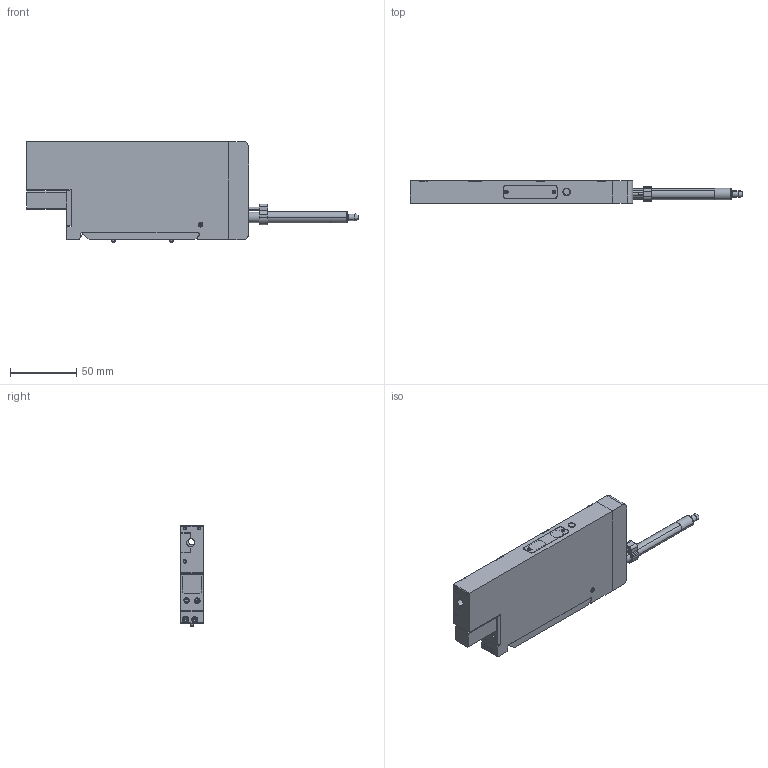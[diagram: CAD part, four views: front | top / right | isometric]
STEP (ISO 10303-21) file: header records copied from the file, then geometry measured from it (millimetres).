
FILE_DESCRIPTION(('STEP AP203'),'2;1');
FILE_NAME('Open CASCADE Shape Model','2025-08-05T16:47:41',(''),(''), 'Open CASCADE STEP processor 7.7','SolidWorks 2021','Unknown');
FILE_SCHEMA(('AUTOMOTIVE_DESIGN_CC2 { 1 2 10303 214 -1 1 5 4 }'));
Length unit declared in the file: millimetre
Products named in the file (44): SP18-20-010-C11; SHELL
Assembly tree (43 placements, depth 2):
  SP18-20-010-C11
    SHELL
    SHELL
    SHELL
    SHELL
    SHELL
    SHELL
    SHELL
    SHELL
    SHELL
    SHELL
    SHELL
    SHELL
    SHELL
    SHELL
    SHELL
    SHELL
    SHELL
    SHELL
    SHELL
    SHELL
    SHELL
    SHELL
    SHELL
    SHELL
    SHELL
    SHELL
    SHELL
    SHELL
    SHELL
    SHELL
    SHELL
    SHELL
    SHELL
    SHELL
    SHELL
    SHELL
    SHELL
    SHELL
    SHELL
    SHELL
    SHELL
    SHELL
    SHELL
Bounding box: 250.8 x 17 x 76.5 mm (x, y, z)
Surface area: 44242.9 mm2 (no closed solid volume)
Topology: 0 solids, 43 shells, 499 faces, 1684 edges, 1190 vertices
Faces by surface type: plane 233, cylinder 155, cone 77, torus 26, bspline 8
Entity records: 20749 total; most frequent: CARTESIAN_POINT 5272, DIRECTION 3270, ORIENTED_EDGE 2657, EDGE_CURVE 1675, VERTEX_POINT 1190, AXIS2_PLACEMENT_3D 1150, LINE 970, VECTOR 970
